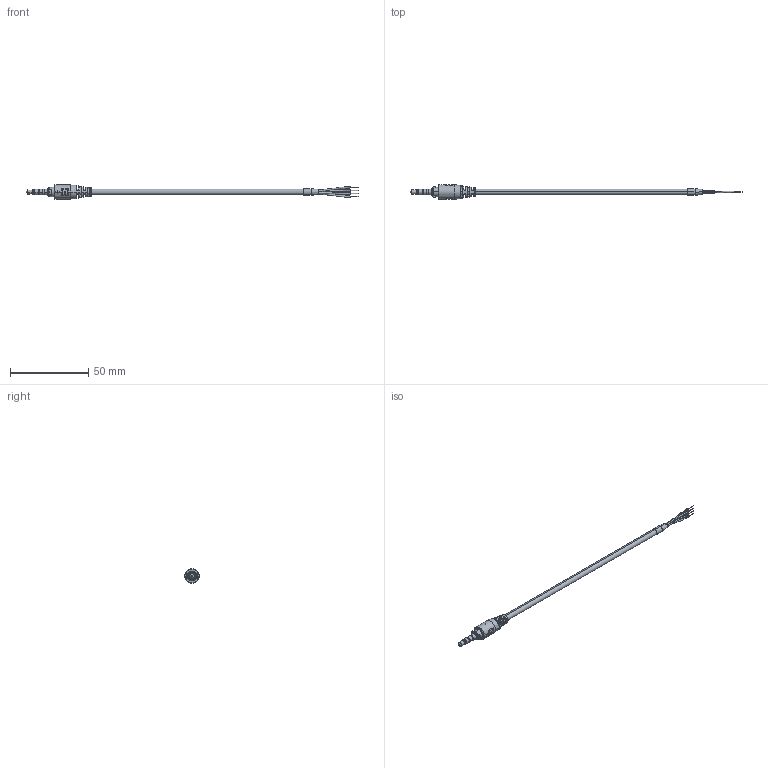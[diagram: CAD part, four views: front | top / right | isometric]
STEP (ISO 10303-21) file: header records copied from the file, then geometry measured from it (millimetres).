
FILE_DESCRIPTION (( 'STEP AP203' ), '1' );
FILE_NAME ('10-03401_revA.STEP', '2019-09-24T21:35:06', ( '' ), ( '' ), 'SwSTEP 2.0', 'SolidWorks 2015', '' );
FILE_SCHEMA (( 'CONFIG_CONTROL_DESIGN' ));
Length unit declared in the file: millimetre
Products named in the file (4): 10-03401_revA; 24-00265; 50-00397; 30-00179_s + t
Assembly tree (3 placements, depth 2):
  10-03401_revA
    30-00179_s + t
    24-00265
    50-00397
Bounding box: 212.04 x 9.4 x 9.1 mm (x, y, z)
Volume: 3178.8 mm3; surface area: 17237.9 mm2
Topology: 111 solids, 111 shells, 913 faces, 1951 edges, 1280 vertices
Faces by surface type: cylinder 434, plane 300, bspline 117, torus 45, cone 17
Entity records: 30111 total; most frequent: CARTESIAN_POINT 9872, DIRECTION 4211, ORIENTED_EDGE 3902, EDGE_CURVE 1951, AXIS2_PLACEMENT_3D 1830, VERTEX_POINT 1280, EDGE_LOOP 1075, CIRCLE 1028
